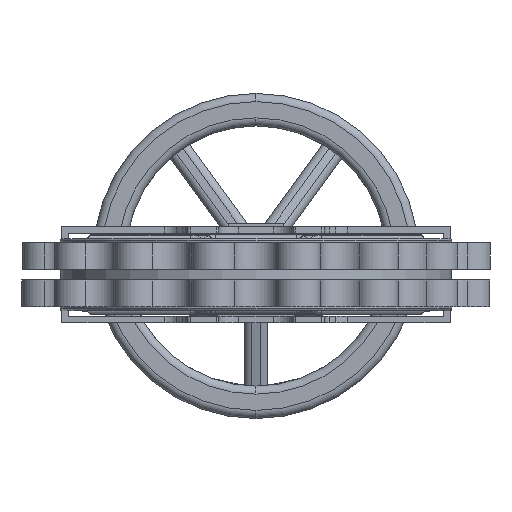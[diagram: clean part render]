
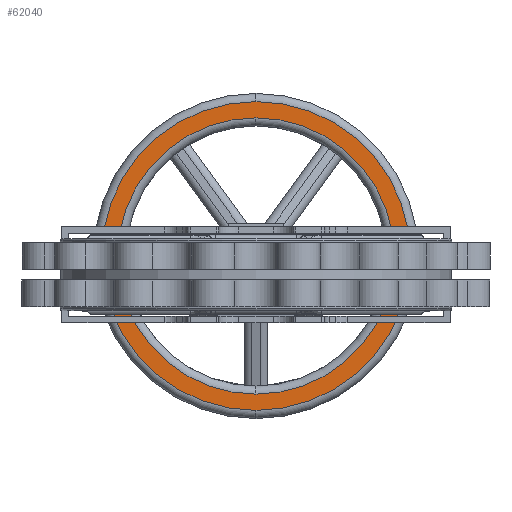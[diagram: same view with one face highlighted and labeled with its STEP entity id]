
A CAD part, front view. The second image highlights one B-rep face of the part: STEP entity #62040.
In plain terms, the highlighted planar face has unit normal (0, -1, 0).
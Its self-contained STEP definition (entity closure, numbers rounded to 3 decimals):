
#442 = VERTEX_POINT ( 'NONE', #19522 ) ;
#1954 = AXIS2_PLACEMENT_3D ( 'NONE', #55354, #3092, #15135 ) ;
#3092 = DIRECTION ( 'NONE',  ( 0., -1., 0. ) ) ;
#4339 = DIRECTION ( 'NONE',  ( 0., 0., 1. ) ) ;
#7443 = ORIENTED_EDGE ( 'NONE', *, *, #20401, .T. ) ;
#9415 = AXIS2_PLACEMENT_3D ( 'NONE', #33913, #11139, #4339 ) ;
#11139 = DIRECTION ( 'NONE',  ( 0., 1., 0. ) ) ;
#11286 = DIRECTION ( 'NONE',  ( 0., 1., 0. ) ) ;
#12309 = VERTEX_POINT ( 'NONE', #35831 ) ;
#15135 = DIRECTION ( 'NONE',  ( 0., 0., 1. ) ) ;
#15878 = CARTESIAN_POINT ( 'NONE',  ( 0., 1029.5, 62.5 ) ) ;
#16337 = AXIS2_PLACEMENT_3D ( 'NONE', #34890, #46988, #58109 ) ;
#16918 = EDGE_LOOP ( 'NONE', ( #46129, #20448 ) ) ;
#19522 = CARTESIAN_POINT ( 'NONE',  ( 0., 1029.5, -127.5 ) ) ;
#19929 = CARTESIAN_POINT ( 'NONE',  ( 0., 1029.5, 252.5 ) ) ;
#20401 = EDGE_CURVE ( 'NONE', #40783, #12309, #44851, .T. ) ;
#20448 = ORIENTED_EDGE ( 'NONE', *, *, #40996, .T. ) ;
#21324 = VERTEX_POINT ( 'NONE', #19929 ) ;
#27806 = CIRCLE ( 'NONE', #1954, 190. ) ;
#33913 = CARTESIAN_POINT ( 'NONE',  ( 0., 1029.5, 62.5 ) ) ;
#34890 = CARTESIAN_POINT ( 'NONE',  ( 0., 1029.5, 62.5 ) ) ;
#35831 = CARTESIAN_POINT ( 'NONE',  ( 0., 1029.5, -107.5 ) ) ;
#39855 = DIRECTION ( 'NONE',  ( 0., 0., 1. ) ) ;
#40783 = VERTEX_POINT ( 'NONE', #55396 ) ;
#40996 = EDGE_CURVE ( 'NONE', #442, #21324, #68114, .T. ) ;
#44851 = CIRCLE ( 'NONE', #74904, 170. ) ;
#45246 = DIRECTION ( 'NONE',  ( 0., 1., 0. ) ) ;
#45291 = AXIS2_PLACEMENT_3D ( 'NONE', #15878, #45246, #56348 ) ;
#46129 = ORIENTED_EDGE ( 'NONE', *, *, #67135, .T. ) ;
#46988 = DIRECTION ( 'NONE',  ( 0., -1., 0. ) ) ;
#47643 = FACE_BOUND ( 'NONE', #61778, .T. ) ;
#48033 = CIRCLE ( 'NONE', #45291, 170. ) ;
#55354 = CARTESIAN_POINT ( 'NONE',  ( 0., 1029.5, 62.5 ) ) ;
#55396 = CARTESIAN_POINT ( 'NONE',  ( 0., 1029.5, 232.5 ) ) ;
#56348 = DIRECTION ( 'NONE',  ( 0., 0., 1. ) ) ;
#56849 = ORIENTED_EDGE ( 'NONE', *, *, #73631, .T. ) ;
#57047 = CARTESIAN_POINT ( 'NONE',  ( 0., 1029.5, 62.5 ) ) ;
#58109 = DIRECTION ( 'NONE',  ( 0., 0., 1. ) ) ;
#61778 = EDGE_LOOP ( 'NONE', ( #7443, #56849 ) ) ;
#62040 = ADVANCED_FACE ( 'NONE', ( #47643, #66672 ), #68291, .F. ) ;
#66672 = FACE_OUTER_BOUND ( 'NONE', #16918, .T. ) ;
#67135 = EDGE_CURVE ( 'NONE', #21324, #442, #27806, .T. ) ;
#68114 = CIRCLE ( 'NONE', #16337, 190. ) ;
#68291 = PLANE ( 'NONE',  #9415 ) ;
#73631 = EDGE_CURVE ( 'NONE', #12309, #40783, #48033, .T. ) ;
#74904 = AXIS2_PLACEMENT_3D ( 'NONE', #57047, #11286, #39855 ) ;
